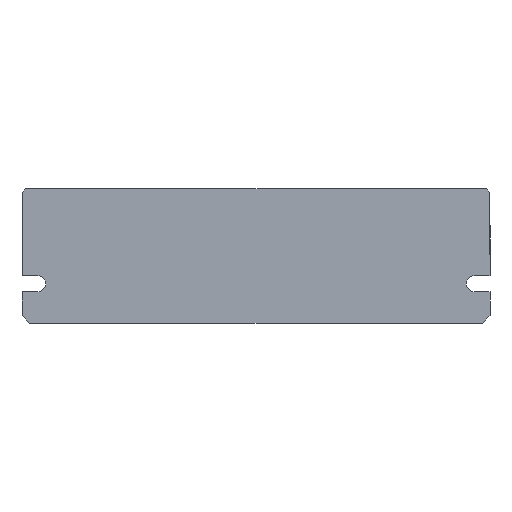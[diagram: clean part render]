
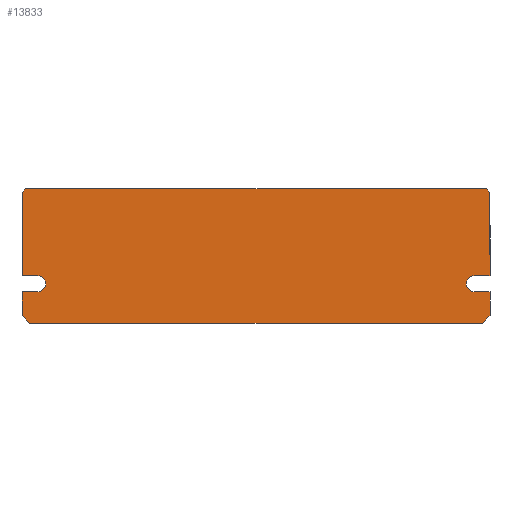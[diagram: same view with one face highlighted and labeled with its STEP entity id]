
A CAD part, front view. The second image highlights one B-rep face of the part: STEP entity #13833.
In plain terms, the highlighted planar face has unit normal (0, -1, 0).
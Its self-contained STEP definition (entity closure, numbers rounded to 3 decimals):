
#448 = PLANE ( 'NONE',  #5705 ) ;
#482 = CARTESIAN_POINT ( 'NONE',  ( 116., 0., -34. ) ) ;
#517 = CARTESIAN_POINT ( 'NONE',  ( 1., 0., 0. ) ) ;
#1031 = VERTEX_POINT ( 'NONE', #9480 ) ;
#1593 = CARTESIAN_POINT ( 'NONE',  ( 0., 0., -1. ) ) ;
#1603 = LINE ( 'NONE', #10176, #15100 ) ;
#1805 = DIRECTION ( 'NONE',  ( -1., 0., 0. ) ) ;
#2362 = CARTESIAN_POINT ( 'NONE',  ( 0., 0., -1. ) ) ;
#2709 = VERTEX_POINT ( 'NONE', #24220 ) ;
#2864 = CARTESIAN_POINT ( 'NONE',  ( 0., 0., -32. ) ) ;
#2969 = ORIENTED_EDGE ( 'NONE', *, *, #20962, .F. ) ;
#3100 = CARTESIAN_POINT ( 'NONE',  ( 118., 0., -32. ) ) ;
#3136 = ORIENTED_EDGE ( 'NONE', *, *, #18624, .T. ) ;
#3726 = VERTEX_POINT ( 'NONE', #24983 ) ;
#3838 = LINE ( 'NONE', #12428, #24916 ) ;
#4003 = LINE ( 'NONE', #12598, #25044 ) ;
#4716 = DIRECTION ( 'NONE',  ( 1., 0., 0. ) ) ;
#4838 = ORIENTED_EDGE ( 'NONE', *, *, #15647, .F. ) ;
#5461 = CARTESIAN_POINT ( 'NONE',  ( 118., 0., -1. ) ) ;
#5592 = CARTESIAN_POINT ( 'NONE',  ( 118., 0., -1. ) ) ;
#5705 = AXIS2_PLACEMENT_3D ( 'NONE', #9006, #17605, #26186 ) ;
#5762 = VERTEX_POINT ( 'NONE', #18258 ) ;
#5786 = VECTOR ( 'NONE', #8226, 1000. ) ;
#6211 = DIRECTION ( 'NONE',  ( 1., 0., 0. ) ) ;
#6446 = LINE ( 'NONE', #15039, #23296 ) ;
#6911 = ORIENTED_EDGE ( 'NONE', *, *, #19552, .T. ) ;
#7484 = CARTESIAN_POINT ( 'NONE',  ( 4., 0., -24. ) ) ;
#7556 = EDGE_CURVE ( 'NONE', #19584, #21854, #1603, .T. ) ;
#7560 = EDGE_CURVE ( 'NONE', #1031, #18199, #8060, .T. ) ;
#7641 = ORIENTED_EDGE ( 'NONE', *, *, #7560, .F. ) ;
#7867 = DIRECTION ( 'NONE',  ( 0., 0., 1. ) ) ;
#7870 = CARTESIAN_POINT ( 'NONE',  ( -16., 0., -16. ) ) ;
#7944 = CARTESIAN_POINT ( 'NONE',  ( 2., 0., -34. ) ) ;
#8045 = CIRCLE ( 'NONE', #23772, 2. ) ;
#8060 = LINE ( 'NONE', #16655, #18695 ) ;
#8226 = DIRECTION ( 'NONE',  ( 0.707, 0., 0.707 ) ) ;
#8915 = VECTOR ( 'NONE', #10940, 1000. ) ;
#9006 = CARTESIAN_POINT ( 'NONE',  ( 0., 0., 0. ) ) ;
#9032 = VECTOR ( 'NONE', #27675, 1000. ) ;
#9081 = DIRECTION ( 'NONE',  ( 0.707, 0., 0.707 ) ) ;
#9480 = CARTESIAN_POINT ( 'NONE',  ( 117., 0., 0. ) ) ;
#9516 = VECTOR ( 'NONE', #4716, 1000. ) ;
#10176 = CARTESIAN_POINT ( 'NONE',  ( 118., 0., -1. ) ) ;
#10518 = LINE ( 'NONE', #19098, #9032 ) ;
#10564 = ORIENTED_EDGE ( 'NONE', *, *, #11278, .T. ) ;
#10940 = DIRECTION ( 'NONE',  ( 0., 0., 1. ) ) ;
#11278 = EDGE_CURVE ( 'NONE', #19584, #5762, #3838, .T. ) ;
#12093 = CARTESIAN_POINT ( 'NONE',  ( 4., 0., -26. ) ) ;
#12157 = ORIENTED_EDGE ( 'NONE', *, *, #15536, .F. ) ;
#12428 = CARTESIAN_POINT ( 'NONE',  ( 118., 0., -26. ) ) ;
#12499 = LINE ( 'NONE', #21082, #23737 ) ;
#12598 = CARTESIAN_POINT ( 'NONE',  ( 1., 0., 0. ) ) ;
#12928 = ORIENTED_EDGE ( 'NONE', *, *, #21066, .F. ) ;
#13126 = VECTOR ( 'NONE', #9081, 1000. ) ;
#13190 = ORIENTED_EDGE ( 'NONE', *, *, #15949, .T. ) ;
#13548 = VERTEX_POINT ( 'NONE', #2864 ) ;
#13833 = ADVANCED_FACE ( 'NONE', ( #19711 ), #448, .T. ) ;
#14183 = DIRECTION ( 'NONE',  ( 0., 0., -1. ) ) ;
#14419 = EDGE_CURVE ( 'NONE', #2709, #1031, #4003, .T. ) ;
#14475 = AXIS2_PLACEMENT_3D ( 'NONE', #7484, #16088, #24652 ) ;
#14491 = VERTEX_POINT ( 'NONE', #25662 ) ;
#14886 = EDGE_CURVE ( 'NONE', #16865, #25685, #16922, .T. ) ;
#15039 = CARTESIAN_POINT ( 'NONE',  ( 0., 0., -26. ) ) ;
#15100 = VECTOR ( 'NONE', #18763, 1000. ) ;
#15421 = LINE ( 'NONE', #23991, #9516 ) ;
#15536 = EDGE_CURVE ( 'NONE', #16092, #21469, #12499, .T. ) ;
#15647 = EDGE_CURVE ( 'NONE', #14491, #23907, #21625, .T. ) ;
#15949 = EDGE_CURVE ( 'NONE', #16092, #21854, #18925, .T. ) ;
#16088 = DIRECTION ( 'NONE',  ( 0., 1., 0. ) ) ;
#16092 = VERTEX_POINT ( 'NONE', #482 ) ;
#16467 = DIRECTION ( 'NONE',  ( 0.707, 0., -0.707 ) ) ;
#16518 = EDGE_LOOP ( 'NONE', ( #12928, #22502, #12157, #13190, #23374, #10564, #6911, #21550, #2969, #7641, #17263, #22180, #4838, #24121, #22036, #3136 ) ) ;
#16655 = CARTESIAN_POINT ( 'NONE',  ( 117., 0., 0. ) ) ;
#16865 = VERTEX_POINT ( 'NONE', #22580 ) ;
#16922 = LINE ( 'NONE', #25493, #19232 ) ;
#17263 = ORIENTED_EDGE ( 'NONE', *, *, #14419, .F. ) ;
#17605 = DIRECTION ( 'NONE',  ( 0., -1., 0. ) ) ;
#18199 = VERTEX_POINT ( 'NONE', #5461 ) ;
#18258 = CARTESIAN_POINT ( 'NONE',  ( 114., 0., -26. ) ) ;
#18577 = CARTESIAN_POINT ( 'NONE',  ( 114., 0., -24. ) ) ;
#18624 = EDGE_CURVE ( 'NONE', #19545, #27307, #6446, .T. ) ;
#18695 = VECTOR ( 'NONE', #25222, 1000. ) ;
#18763 = DIRECTION ( 'NONE',  ( 0., 0., -1. ) ) ;
#18925 = LINE ( 'NONE', #27502, #5786 ) ;
#19098 = CARTESIAN_POINT ( 'NONE',  ( 0., 0., -1. ) ) ;
#19232 = VECTOR ( 'NONE', #6211, 1000. ) ;
#19545 = VERTEX_POINT ( 'NONE', #12093 ) ;
#19552 = EDGE_CURVE ( 'NONE', #5762, #16865, #8045, .T. ) ;
#19584 = VERTEX_POINT ( 'NONE', #25169 ) ;
#19711 = FACE_OUTER_BOUND ( 'NONE', #16518, .T. ) ;
#19776 = LINE ( 'NONE', #517, #13126 ) ;
#20177 = EDGE_CURVE ( 'NONE', #14491, #3726, #15421, .T. ) ;
#20196 = EDGE_CURVE ( 'NONE', #23907, #2709, #19776, .T. ) ;
#20624 = EDGE_CURVE ( 'NONE', #13548, #21469, #27153, .T. ) ;
#20962 = EDGE_CURVE ( 'NONE', #18199, #25685, #24856, .T. ) ;
#21013 = DIRECTION ( 'NONE',  ( -1., 0., 0. ) ) ;
#21066 = EDGE_CURVE ( 'NONE', #13548, #27307, #10518, .T. ) ;
#21082 = CARTESIAN_POINT ( 'NONE',  ( 0., 0., -34. ) ) ;
#21173 = DIRECTION ( 'NONE',  ( 1., 0., 0. ) ) ;
#21469 = VERTEX_POINT ( 'NONE', #7944 ) ;
#21550 = ORIENTED_EDGE ( 'NONE', *, *, #14886, .T. ) ;
#21625 = LINE ( 'NONE', #2362, #8915 ) ;
#21854 = VERTEX_POINT ( 'NONE', #3100 ) ;
#22036 = ORIENTED_EDGE ( 'NONE', *, *, #24958, .T. ) ;
#22047 = VECTOR ( 'NONE', #16467, 1000. ) ;
#22180 = ORIENTED_EDGE ( 'NONE', *, *, #20196, .F. ) ;
#22502 = ORIENTED_EDGE ( 'NONE', *, *, #20624, .T. ) ;
#22507 = VECTOR ( 'NONE', #14183, 1000. ) ;
#22580 = CARTESIAN_POINT ( 'NONE',  ( 114., 0., -22. ) ) ;
#23296 = VECTOR ( 'NONE', #23608, 1000. ) ;
#23374 = ORIENTED_EDGE ( 'NONE', *, *, #7556, .F. ) ;
#23608 = DIRECTION ( 'NONE',  ( -1., 0., 0. ) ) ;
#23737 = VECTOR ( 'NONE', #1805, 1000. ) ;
#23772 = AXIS2_PLACEMENT_3D ( 'NONE', #18577, #27149, #7867 ) ;
#23907 = VERTEX_POINT ( 'NONE', #1593 ) ;
#23991 = CARTESIAN_POINT ( 'NONE',  ( 0., 0., -22. ) ) ;
#24121 = ORIENTED_EDGE ( 'NONE', *, *, #20177, .T. ) ;
#24220 = CARTESIAN_POINT ( 'NONE',  ( 1., 0., 0. ) ) ;
#24652 = DIRECTION ( 'NONE',  ( 0., 0., 1. ) ) ;
#24856 = LINE ( 'NONE', #5592, #22507 ) ;
#24916 = VECTOR ( 'NONE', #21013, 1000. ) ;
#24958 = EDGE_CURVE ( 'NONE', #3726, #19545, #26583, .T. ) ;
#24983 = CARTESIAN_POINT ( 'NONE',  ( 4., 0., -22. ) ) ;
#25044 = VECTOR ( 'NONE', #21173, 1000. ) ;
#25169 = CARTESIAN_POINT ( 'NONE',  ( 118., 0., -26. ) ) ;
#25222 = DIRECTION ( 'NONE',  ( 0.707, 0., -0.707 ) ) ;
#25369 = CARTESIAN_POINT ( 'NONE',  ( 0., 0., -26. ) ) ;
#25493 = CARTESIAN_POINT ( 'NONE',  ( 118., 0., -22. ) ) ;
#25662 = CARTESIAN_POINT ( 'NONE',  ( 0., 0., -22. ) ) ;
#25685 = VERTEX_POINT ( 'NONE', #27517 ) ;
#26186 = DIRECTION ( 'NONE',  ( 0., 0., -1. ) ) ;
#26583 = CIRCLE ( 'NONE', #14475, 2. ) ;
#27149 = DIRECTION ( 'NONE',  ( 0., 1., 0. ) ) ;
#27153 = LINE ( 'NONE', #7870, #22047 ) ;
#27307 = VERTEX_POINT ( 'NONE', #25369 ) ;
#27502 = CARTESIAN_POINT ( 'NONE',  ( 75., 0., -75. ) ) ;
#27517 = CARTESIAN_POINT ( 'NONE',  ( 118., 0., -22. ) ) ;
#27675 = DIRECTION ( 'NONE',  ( 0., 0., 1. ) ) ;
